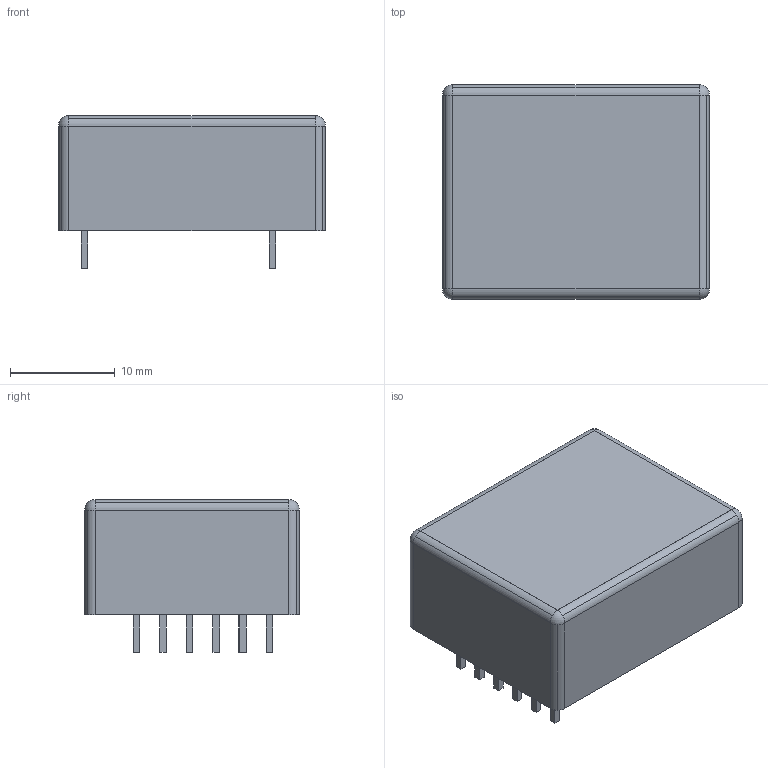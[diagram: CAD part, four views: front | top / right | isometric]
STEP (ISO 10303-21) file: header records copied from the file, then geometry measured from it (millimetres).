
FILE_DESCRIPTION((''),'2;1');
FILE_NAME('DCDC_SDS_APD_P.stp','2009-12-08T15:41:11',(''),(''),'Mechanical Desktop 2006','Mechanical Desktop 2006',', , ');
FILE_SCHEMA(('AUTOMOTIVE_DESIGN { 1 2 10303 214 0 1 1 1 }'));
Length unit declared in the file: millimetre
Products named in the file (1): Product
Bounding box: 25.5 x 20.5 x 14.6 mm (x, y, z)
Volume: 5731.7 mm3; surface area: 2953.1 mm2
Topology: 9 solids, 9 shells, 78 faces, 168 edges, 104 vertices
Faces by surface type: plane 58, cylinder 16, sphere 4
Entity records: 2103 total; most frequent: DIRECTION 354, CARTESIAN_POINT 347, ORIENTED_EDGE 328, EDGE_CURVE 164, VECTOR 132, LINE 132, AXIS2_PLACEMENT_3D 111, VERTEX_POINT 104
